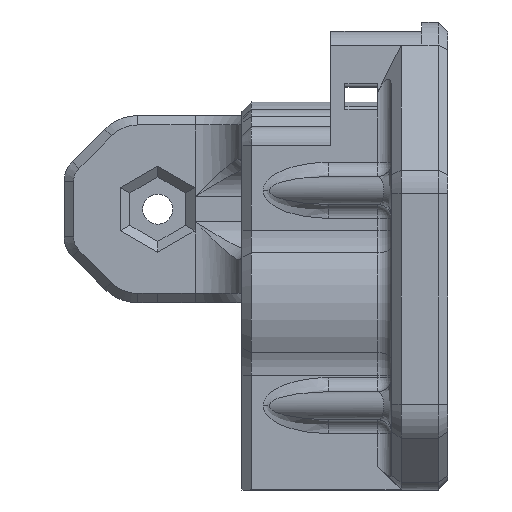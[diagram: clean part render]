
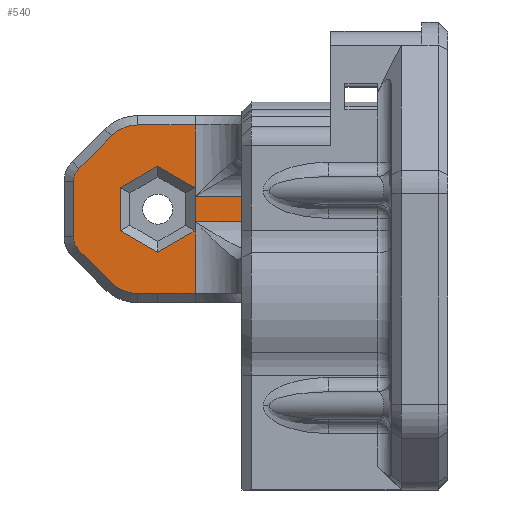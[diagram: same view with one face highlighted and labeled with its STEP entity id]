
A CAD part, left-side view. The second image highlights one B-rep face of the part: STEP entity #540.
In plain terms, the highlighted planar face has unit normal (-1, 0, 0).
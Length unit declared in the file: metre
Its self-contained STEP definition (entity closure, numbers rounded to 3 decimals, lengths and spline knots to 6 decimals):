
#540 = ADVANCED_FACE( '', ( #1565, #1566 ), #1567, .F. );
#1565 = FACE_BOUND( '', #3134, .T. );
#1566 = FACE_OUTER_BOUND( '', #3135, .T. );
#1567 = PLANE( '', #3136 );
#3134 = EDGE_LOOP( '', ( #6750, #6751, #6752, #6753, #6754, #6755 ) );
#3135 = EDGE_LOOP( '', ( #6756, #6757, #6758, #6759, #6760, #6761, #6762, #6763, #6764, #6765, #6766, #6767, #6768, #6769, #6770 ) );
#3136 = AXIS2_PLACEMENT_3D( '', #6771, #6772, #6773 );
#6750 = ORIENTED_EDGE( '', *, *, #10998, .T. );
#6751 = ORIENTED_EDGE( '', *, *, #10999, .T. );
#6752 = ORIENTED_EDGE( '', *, *, #11000, .T. );
#6753 = ORIENTED_EDGE( '', *, *, #11001, .T. );
#6754 = ORIENTED_EDGE( '', *, *, #11002, .T. );
#6755 = ORIENTED_EDGE( '', *, *, #11003, .T. );
#6756 = ORIENTED_EDGE( '', *, *, #11004, .T. );
#6757 = ORIENTED_EDGE( '', *, *, #11005, .T. );
#6758 = ORIENTED_EDGE( '', *, *, #11006, .T. );
#6759 = ORIENTED_EDGE( '', *, *, #11007, .T. );
#6760 = ORIENTED_EDGE( '', *, *, #11008, .T. );
#6761 = ORIENTED_EDGE( '', *, *, #11009, .T. );
#6762 = ORIENTED_EDGE( '', *, *, #11010, .T. );
#6763 = ORIENTED_EDGE( '', *, *, #11011, .T. );
#6764 = ORIENTED_EDGE( '', *, *, #11012, .T. );
#6765 = ORIENTED_EDGE( '', *, *, #11013, .T. );
#6766 = ORIENTED_EDGE( '', *, *, #11014, .T. );
#6767 = ORIENTED_EDGE( '', *, *, #11015, .T. );
#6768 = ORIENTED_EDGE( '', *, *, #11016, .T. );
#6769 = ORIENTED_EDGE( '', *, *, #11017, .T. );
#6770 = ORIENTED_EDGE( '', *, *, #11018, .T. );
#6771 = CARTESIAN_POINT( '', ( -0.0125, 0.0145, 0.007995 ) );
#6772 = DIRECTION( '', ( 1., 0., 0. ) );
#6773 = DIRECTION( '', ( 0., 1., 0. ) );
#10998 = EDGE_CURVE( '', #12686, #12687, #12688, .T. );
#10999 = EDGE_CURVE( '', #12687, #12689, #12690, .T. );
#11000 = EDGE_CURVE( '', #12689, #12691, #12692, .T. );
#11001 = EDGE_CURVE( '', #12691, #12693, #12694, .T. );
#11002 = EDGE_CURVE( '', #12693, #12695, #12696, .T. );
#11003 = EDGE_CURVE( '', #12695, #12686, #12697, .T. );
#11004 = EDGE_CURVE( '', #12698, #12699, #12700, .T. );
#11005 = EDGE_CURVE( '', #12699, #12701, #12702, .T. );
#11006 = EDGE_CURVE( '', #12701, #12703, #12704, .T. );
#11007 = EDGE_CURVE( '', #12703, #12705, #12706, .F. );
#11008 = EDGE_CURVE( '', #12705, #12707, #12708, .T. );
#11009 = EDGE_CURVE( '', #12707, #12709, #12710, .T. );
#11010 = EDGE_CURVE( '', #12709, #12711, #12712, .T. );
#11011 = EDGE_CURVE( '', #12711, #12713, #12714, .T. );
#11012 = EDGE_CURVE( '', #12713, #12715, #12716, .F. );
#11013 = EDGE_CURVE( '', #12715, #12717, #12718, .T. );
#11014 = EDGE_CURVE( '', #12717, #12719, #12720, .F. );
#11015 = EDGE_CURVE( '', #12719, #12721, #12722, .T. );
#11016 = EDGE_CURVE( '', #12721, #12723, #12724, .F. );
#11017 = EDGE_CURVE( '', #12723, #12725, #12726, .T. );
#11018 = EDGE_CURVE( '', #12725, #12698, #12727, .F. );
#12686 = VERTEX_POINT( '', #15076 );
#12687 = VERTEX_POINT( '', #15077 );
#12688 = LINE( '', #15078, #15079 );
#12689 = VERTEX_POINT( '', #15080 );
#12690 = LINE( '', #15081, #15082 );
#12691 = VERTEX_POINT( '', #15083 );
#12692 = LINE( '', #15084, #15085 );
#12693 = VERTEX_POINT( '', #15086 );
#12694 = LINE( '', #15087, #15088 );
#12695 = VERTEX_POINT( '', #15089 );
#12696 = LINE( '', #15090, #15091 );
#12697 = LINE( '', #15092, #15093 );
#12698 = VERTEX_POINT( '', #15094 );
#12699 = VERTEX_POINT( '', #15095 );
#12700 = LINE( '', #15096, #15097 );
#12701 = VERTEX_POINT( '', #15098 );
#12702 = LINE( '', #15099, #15100 );
#12703 = VERTEX_POINT( '', #15101 );
#12704 = LINE( '', #15102, #15103 );
#12705 = VERTEX_POINT( '', #15104 );
#12706 = LINE( '', #15105, #15106 );
#12707 = VERTEX_POINT( '', #15107 );
#12708 = LINE( '', #15108, #15109 );
#12709 = VERTEX_POINT( '', #15110 );
#12710 = LINE( '', #15111, #15112 );
#12711 = VERTEX_POINT( '', #15113 );
#12712 = LINE( '', #15114, #15115 );
#12713 = VERTEX_POINT( '', #15116 );
#12714 = LINE( '', #15117, #15118 );
#12715 = VERTEX_POINT( '', #15119 );
#12716 = CIRCLE( '', #15120, 0.004 );
#12717 = VERTEX_POINT( '', #15121 );
#12718 = LINE( '', #15122, #15123 );
#12719 = VERTEX_POINT( '', #15124 );
#12720 = CIRCLE( '', #15125, 0.002 );
#12721 = VERTEX_POINT( '', #15126 );
#12722 = LINE( '', #15127, #15128 );
#12723 = VERTEX_POINT( '', #15129 );
#12724 = CIRCLE( '', #15130, 0.002 );
#12725 = VERTEX_POINT( '', #15131 );
#12726 = LINE( '', #15132, #15133 );
#12727 = CIRCLE( '', #15134, 0.004 );
#15076 = CARTESIAN_POINT( '', ( -0.0125, 0.02, 0.012596 ) );
#15077 = CARTESIAN_POINT( '', ( -0.0125, 0.016015, 0.010296 ) );
#15078 = CARTESIAN_POINT( '', ( -0.0125, 0.013883, 0.009064 ) );
#15079 = VECTOR( '', #18501, 1. );
#15080 = CARTESIAN_POINT( '', ( -0.0125, 0.016015, 0.005694 ) );
#15081 = CARTESIAN_POINT( '', ( -0.0125, 0.016015, 0.007995 ) );
#15082 = VECTOR( '', #18502, 1. );
#15083 = CARTESIAN_POINT( '', ( -0.0125, 0.02, 0.003394 ) );
#15084 = CARTESIAN_POINT( '', ( -0.0125, 0.013883, 0.006926 ) );
#15085 = VECTOR( '', #18503, 1. );
#15086 = CARTESIAN_POINT( '', ( -0.0125, 0.023985, 0.005694 ) );
#15087 = CARTESIAN_POINT( '', ( -0.0125, 0.017867, 0.002163 ) );
#15088 = VECTOR( '', #18504, 1. );
#15089 = CARTESIAN_POINT( '', ( -0.0125, 0.023985, 0.010296 ) );
#15090 = CARTESIAN_POINT( '', ( -0.0125, 0.023985, 0.007995 ) );
#15091 = VECTOR( '', #18505, 1. );
#15092 = CARTESIAN_POINT( '', ( -0.0125, 0.017867, 0.013827 ) );
#15093 = VECTOR( '', #18506, 1. );
#15094 = CARTESIAN_POINT( '', ( -0.0125, 0.022129, -0.001005 ) );
#15095 = CARTESIAN_POINT( '', ( -0.0125, 0.02, -0.001005 ) );
#15096 = CARTESIAN_POINT( '', ( -0.0125, 0.0145, -0.001005 ) );
#15097 = VECTOR( '', #18507, 1. );
#15098 = CARTESIAN_POINT( '', ( -0.0125, 0.016, -0.001005 ) );
#15099 = CARTESIAN_POINT( '', ( -0.0125, 0.016, -0.001005 ) );
#15100 = VECTOR( '', #18508, 1. );
#15101 = CARTESIAN_POINT( '', ( -0.0125, 0.016, 0.006636 ) );
#15102 = CARTESIAN_POINT( '', ( -0.0125, 0.016, 0.003636 ) );
#15103 = VECTOR( '', #18509, 1. );
#15104 = CARTESIAN_POINT( '', ( -0.0125, -0.005, 0.006636 ) );
#15105 = CARTESIAN_POINT( '', ( -0.0125, -0.005, 0.006636 ) );
#15106 = VECTOR( '', #18510, 1. );
#15107 = CARTESIAN_POINT( '', ( -0.0125, -0.005, 0.009354 ) );
#15108 = CARTESIAN_POINT( '', ( -0.0125, -0.005, 0.015174 ) );
#15109 = VECTOR( '', #18511, 1. );
#15110 = CARTESIAN_POINT( '', ( -0.0125, 0.016, 0.009354 ) );
#15111 = CARTESIAN_POINT( '', ( -0.0125, 0.0145, 0.009354 ) );
#15112 = VECTOR( '', #18512, 1. );
#15113 = CARTESIAN_POINT( '', ( -0.0125, 0.016, 0.016995 ) );
#15114 = CARTESIAN_POINT( '', ( -0.0125, 0.016, 0.017995 ) );
#15115 = VECTOR( '', #18513, 1. );
#15116 = CARTESIAN_POINT( '', ( -0.0125, 0.022129, 0.016995 ) );
#15117 = CARTESIAN_POINT( '', ( -0.0125, 0.0145, 0.016995 ) );
#15118 = VECTOR( '', #18514, 1. );
#15119 = CARTESIAN_POINT( '', ( -0.0125, 0.024957, 0.015823 ) );
#15120 = AXIS2_PLACEMENT_3D( '', #18515, #18516, #18517 );
#15121 = CARTESIAN_POINT( '', ( -0.0125, 0.028414, 0.012367 ) );
#15122 = CARTESIAN_POINT( '', ( -0.0125, 0.028414, 0.012367 ) );
#15123 = VECTOR( '', #18518, 1. );
#15124 = CARTESIAN_POINT( '', ( -0.0125, 0.029, 0.010952 ) );
#15125 = AXIS2_PLACEMENT_3D( '', #18519, #18520, #18521 );
#15126 = CARTESIAN_POINT( '', ( -0.0125, 0.029, 0.005038 ) );
#15127 = CARTESIAN_POINT( '', ( -0.0125, 0.029, 0.007995 ) );
#15128 = VECTOR( '', #18522, 1. );
#15129 = CARTESIAN_POINT( '', ( -0.0125, 0.028414, 0.003623 ) );
#15130 = AXIS2_PLACEMENT_3D( '', #18523, #18524, #18525 );
#15131 = CARTESIAN_POINT( '', ( -0.0125, 0.024957, 0.000167 ) );
#15132 = CARTESIAN_POINT( '', ( -0.0125, 0.024957, 0.000167 ) );
#15133 = VECTOR( '', #18526, 1. );
#15134 = AXIS2_PLACEMENT_3D( '', #18527, #18528, #18529 );
#18501 = DIRECTION( '', ( 0., -0.866, -0.5 ) );
#18502 = DIRECTION( '', ( 0., 0., -1. ) );
#18503 = DIRECTION( '', ( 0., 0.866, -0.5 ) );
#18504 = DIRECTION( '', ( 0., 0.866, 0.5 ) );
#18505 = DIRECTION( '', ( 0., 0., 1. ) );
#18506 = DIRECTION( '', ( 0., -0.866, 0.5 ) );
#18507 = DIRECTION( '', ( 0., -1., 0. ) );
#18508 = DIRECTION( '', ( 0., -1., 0. ) );
#18509 = DIRECTION( '', ( 0., 0., 1. ) );
#18510 = DIRECTION( '', ( 0., 1., 0. ) );
#18511 = DIRECTION( '', ( 0., 0., 1. ) );
#18512 = DIRECTION( '', ( 0., 1., 0. ) );
#18513 = DIRECTION( '', ( 0., 0., 1. ) );
#18514 = DIRECTION( '', ( 0., 1., 0. ) );
#18515 = CARTESIAN_POINT( '', ( -0.0125, 0.022129, 0.012995 ) );
#18516 = DIRECTION( '', ( 1., 0., 0. ) );
#18517 = DIRECTION( '', ( 0., 0., -1. ) );
#18518 = DIRECTION( '', ( 0., 0.707, -0.707 ) );
#18519 = CARTESIAN_POINT( '', ( -0.0125, 0.027, 0.010952 ) );
#18520 = DIRECTION( '', ( 1., 0., 0. ) );
#18521 = DIRECTION( '', ( 0., 0., -1. ) );
#18522 = DIRECTION( '', ( 0., 0., -1. ) );
#18523 = CARTESIAN_POINT( '', ( -0.0125, 0.027, 0.005038 ) );
#18524 = DIRECTION( '', ( 1., 0., 0. ) );
#18525 = DIRECTION( '', ( 0., 0., -1. ) );
#18526 = DIRECTION( '', ( 0., -0.707, -0.707 ) );
#18527 = CARTESIAN_POINT( '', ( -0.0125, 0.022129, 0.002995 ) );
#18528 = DIRECTION( '', ( 1., 0., 0. ) );
#18529 = DIRECTION( '', ( 0., 0., -1. ) );
